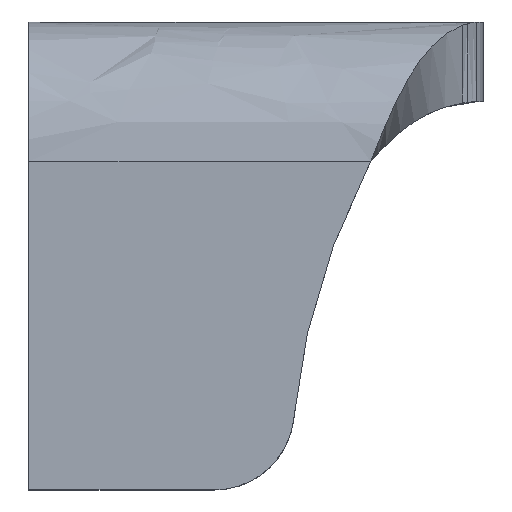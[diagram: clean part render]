
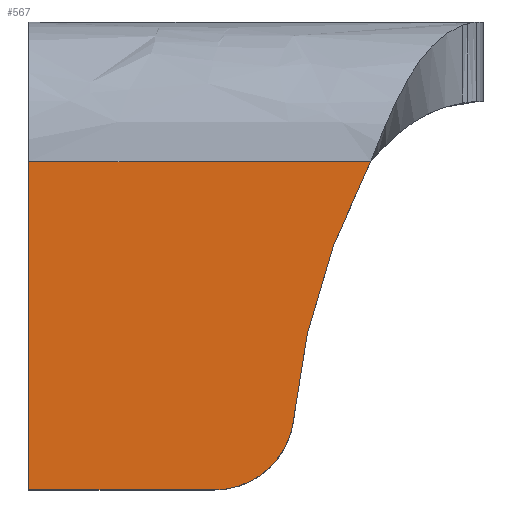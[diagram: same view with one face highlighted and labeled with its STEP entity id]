
A CAD part, left-side view. The second image highlights one B-rep face of the part: STEP entity #567.
In plain terms, the highlighted free-form (B-spline) face has degree [1, 1] with [2, 2] control points.
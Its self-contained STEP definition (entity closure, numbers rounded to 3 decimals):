
#9 = VERTEX_POINT ( 'NONE', #511 ) ;
#90 = CARTESIAN_POINT ( 'NONE',  ( 140.217, 170.7, -58.682 ) ) ;
#172 = CARTESIAN_POINT ( 'NONE',  ( 140.217, 127.821, -17.5 ) ) ;
#190 = EDGE_CURVE ( 'NONE', #1343, #500, #1487, .T. ) ;
#196 = CARTESIAN_POINT ( 'NONE',  ( 140.217, 170.7, -58.682 ) ) ;
#221 = CARTESIAN_POINT ( 'NONE',  ( 140.217, 137.573, -50.416 ) ) ;
#228 = EDGE_CURVE ( 'NONE', #1381, #9, #1368, .T. ) ;
#344 = VERTEX_POINT ( 'NONE', #442 ) ;
#366 = ORIENTED_EDGE ( 'NONE', *, *, #190, .F. ) ;
#391 = B_SPLINE_CURVE_WITH_KNOTS ( 'NONE', 1,
 ( #850, #410 ),
 .UNSPECIFIED., .F., .F.,
 ( 2, 2 ),
 ( 0., 1. ),
 .UNSPECIFIED. ) ;
#410 = CARTESIAN_POINT ( 'NONE',  ( 140.217, 170.7, -58.682 ) ) ;
#442 = CARTESIAN_POINT ( 'NONE',  ( 140.217, 147.421, -58.682 ) ) ;
#449 = CARTESIAN_POINT ( 'NONE',  ( 140.217, 147.421, -58.682 ) ) ;
#500 = VERTEX_POINT ( 'NONE', #1299 ) ;
#511 = CARTESIAN_POINT ( 'NONE',  ( 140.217, 137.573, -50.416 ) ) ;
#553 = CARTESIAN_POINT ( 'NONE',  ( 140.217, 127.563, -58.682 ) ) ;
#562 = CARTESIAN_POINT ( 'NONE',  ( 140.217, 127.821, -17.5 ) ) ;
#567 = ADVANCED_FACE ( 'NONE', ( #897 ), #932, .F. ) ;
#572 =( BOUNDED_CURVE ( )  B_SPLINE_CURVE ( 3, ( #221, #1036, #1473, #449 ),
 .UNSPECIFIED., .F., .T. ) 
 B_SPLINE_CURVE_WITH_KNOTS ( ( 4, 4 ),
 ( -1.397, 0. ),
 .UNSPECIFIED. ) 
 CURVE ( )  GEOMETRIC_REPRESENTATION_ITEM ( )  RATIONAL_B_SPLINE_CURVE ( ( 1., 0.844, 0.844, 1. ) ) 
 REPRESENTATION_ITEM ( '' )  );
#762 = ORIENTED_EDGE ( 'NONE', *, *, #1490, .T. ) ;
#782 = EDGE_CURVE ( 'NONE', #344, #1343, #391, .T. ) ;
#845 = CARTESIAN_POINT ( 'NONE',  ( 140.217, 127.821, -17.5 ) ) ;
#850 = CARTESIAN_POINT ( 'NONE',  ( 140.217, 147.421, -58.682 ) ) ;
#863 = CARTESIAN_POINT ( 'NONE',  ( 140.217, 170.7, -17.5 ) ) ;
#897 = FACE_OUTER_BOUND ( 'NONE', #1085, .T. ) ;
#919 = CARTESIAN_POINT ( 'NONE',  ( 140.217, 127.563, -17.5 ) ) ;
#922 = ORIENTED_EDGE ( 'NONE', *, *, #782, .F. ) ;
#932 = B_SPLINE_SURFACE_WITH_KNOTS ( 'NONE', 1, 1, ( 
 ( #90, #553 ),
 ( #1145, #919 ) ),
 .UNSPECIFIED., .F., .F., .F.,
 ( 2, 2 ),
 ( 2, 2 ),
 ( 0., 1. ),
 ( 0., 1. ),
 .UNSPECIFIED. ) ;
#1016 = CARTESIAN_POINT ( 'NONE',  ( 140.217, 170.7, -58.682 ) ) ;
#1036 = CARTESIAN_POINT ( 'NONE',  ( 140.217, 138.453, -55.417 ) ) ;
#1085 = EDGE_LOOP ( 'NONE', ( #366, #922, #1270, #1166, #762 ) ) ;
#1090 = B_SPLINE_CURVE_WITH_KNOTS ( 'NONE', 1,
 ( #562, #863 ),
 .UNSPECIFIED., .F., .F.,
 ( 2, 2 ),
 ( 0., 1. ),
 .UNSPECIFIED. ) ;
#1133 = CARTESIAN_POINT ( 'NONE',  ( 140.217, 170.7, -17.5 ) ) ;
#1145 = CARTESIAN_POINT ( 'NONE',  ( 140.217, 170.7, -17.5 ) ) ;
#1166 = ORIENTED_EDGE ( 'NONE', *, *, #228, .F. ) ;
#1200 = CARTESIAN_POINT ( 'NONE',  ( 140.217, 133.192, -27.768 ) ) ;
#1270 = ORIENTED_EDGE ( 'NONE', *, *, #1486, .F. ) ;
#1295 = CARTESIAN_POINT ( 'NONE',  ( 140.217, 137.573, -50.416 ) ) ;
#1299 = CARTESIAN_POINT ( 'NONE',  ( 140.217, 170.7, -17.5 ) ) ;
#1343 = VERTEX_POINT ( 'NONE', #1016 ) ;
#1368 =( BOUNDED_CURVE ( )  B_SPLINE_CURVE ( 3, ( #172, #1200, #1416, #1295 ),
 .UNSPECIFIED., .F., .T. ) 
 B_SPLINE_CURVE_WITH_KNOTS ( ( 4, 4 ),
 ( -0.388, 0. ),
 .UNSPECIFIED. ) 
 CURVE ( )  GEOMETRIC_REPRESENTATION_ITEM ( )  RATIONAL_B_SPLINE_CURVE ( ( 1., 0.987, 0.987, 1. ) ) 
 REPRESENTATION_ITEM ( '' )  );
#1381 = VERTEX_POINT ( 'NONE', #845 ) ;
#1416 = CARTESIAN_POINT ( 'NONE',  ( 140.217, 136.484, -38.879 ) ) ;
#1473 = CARTESIAN_POINT ( 'NONE',  ( 140.217, 142.343, -58.682 ) ) ;
#1486 = EDGE_CURVE ( 'NONE', #9, #344, #572, .T. ) ;
#1487 = B_SPLINE_CURVE_WITH_KNOTS ( 'NONE', 1,
 ( #196, #1133 ),
 .UNSPECIFIED., .F., .F.,
 ( 2, 2 ),
 ( 0., 1. ),
 .UNSPECIFIED. ) ;
#1490 = EDGE_CURVE ( 'NONE', #1381, #500, #1090, .T. ) ;
